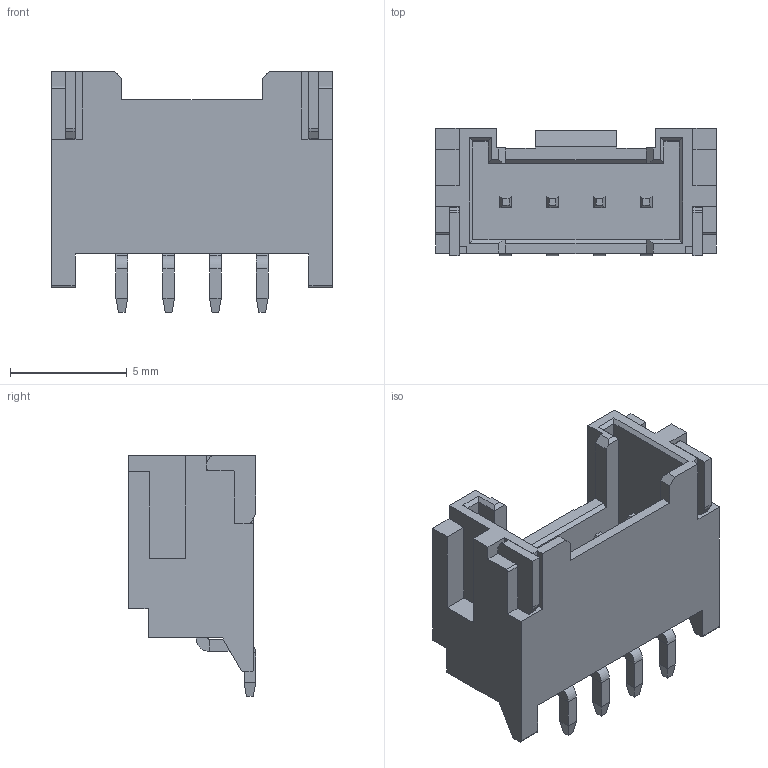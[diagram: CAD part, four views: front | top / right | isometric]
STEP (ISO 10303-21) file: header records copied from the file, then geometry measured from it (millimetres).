
FILE_DESCRIPTION (( 'STEP AP214' ), '1' );
FILE_NAME ('114020164.STEP', '2023-09-08T07:10:47', ( '' ), ( '' ), 'SwSTEP 2.0', 'SolidWorks 2021', '' );
FILE_SCHEMA (( 'AUTOMOTIVE_DESIGN' ));
Length unit declared in the file: millimetre
Products named in the file (2): 114020164; 114020164_114020164
Assembly tree (1 placements, depth 2):
  114020164
    114020164_114020164
Bounding box: 12 x 5.45 x 10.3 mm (x, y, z)
Volume: 255.1 mm3; surface area: 651.4 mm2
Topology: 7 solids, 7 shells, 271 faces, 661 edges, 404 vertices
Faces by surface type: plane 237, cylinder 34
Entity records: 7839 total; most frequent: CARTESIAN_POINT 1340, ORIENTED_EDGE 1322, DIRECTION 1279, EDGE_CURVE 661, VECTOR 593, LINE 593, VERTEX_POINT 404, AXIS2_PLACEMENT_3D 343
